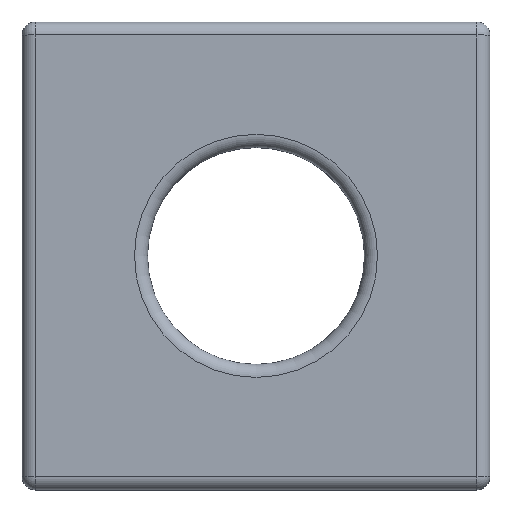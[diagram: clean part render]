
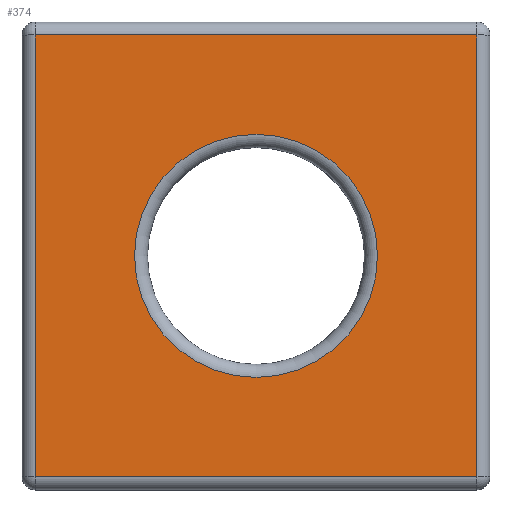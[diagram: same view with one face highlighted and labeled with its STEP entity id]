
A CAD part, top view. The second image highlights one B-rep face of the part: STEP entity #374.
In plain terms, the highlighted planar face has unit normal (0, 0, 1).
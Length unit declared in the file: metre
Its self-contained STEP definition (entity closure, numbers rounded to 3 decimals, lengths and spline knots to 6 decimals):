
#24=CIRCLE('',#419,0.0014);
#81=ORIENTED_EDGE('',*,*,#185,.T.);
#82=ORIENTED_EDGE('',*,*,#186,.T.);
#83=ORIENTED_EDGE('',*,*,#187,.T.);
#84=ORIENTED_EDGE('',*,*,#188,.T.);
#85=ORIENTED_EDGE('',*,*,#189,.T.);
#185=EDGE_CURVE('',#237,#237,#24,.F.);
#186=EDGE_CURVE('',#238,#239,#263,.T.);
#187=EDGE_CURVE('',#239,#240,#264,.T.);
#188=EDGE_CURVE('',#240,#241,#265,.F.);
#189=EDGE_CURVE('',#241,#238,#266,.F.);
#237=VERTEX_POINT('',#652);
#238=VERTEX_POINT('',#654);
#239=VERTEX_POINT('',#655);
#240=VERTEX_POINT('',#657);
#241=VERTEX_POINT('',#659);
#263=LINE('',#653,#287);
#264=LINE('',#656,#288);
#265=LINE('',#658,#289);
#266=LINE('',#660,#290);
#287=VECTOR('',#504,1.);
#288=VECTOR('',#505,1.);
#289=VECTOR('',#506,1.);
#290=VECTOR('',#507,1.);
#301=EDGE_LOOP('',(#81));
#302=EDGE_LOOP('',(#82,#83,#84,#85));
#335=FACE_BOUND('',#301,.T.);
#336=FACE_BOUND('',#302,.T.);
#367=PLANE('',#418);
#374=ADVANCED_FACE('',(#335,#336),#367,.T.);
#418=AXIS2_PLACEMENT_3D('',#650,#500,#501);
#419=AXIS2_PLACEMENT_3D('',#651,#502,#503);
#500=DIRECTION('',(0.,0.,1.));
#501=DIRECTION('',(1.,0.,0.));
#502=DIRECTION('',(0.,0.,1.));
#503=DIRECTION('',(1.,0.,0.));
#504=DIRECTION('',(0.,-1.,0.));
#505=DIRECTION('',(1.,0.,0.));
#506=DIRECTION('',(0.,-1.,0.));
#507=DIRECTION('',(1.,0.,0.));
#650=CARTESIAN_POINT('',(0.058297,0.050875,0.00172));
#651=CARTESIAN_POINT('',(0.058297,0.050875,0.00172));
#652=CARTESIAN_POINT('',(0.059697,0.050875,0.00172));
#653=CARTESIAN_POINT('',(0.055752,0.04818,0.00172));
#654=CARTESIAN_POINT('',(0.055752,0.05342,0.00172));
#655=CARTESIAN_POINT('',(0.055752,0.04833,0.00172));
#656=CARTESIAN_POINT('',(0.060992,0.04833,0.00172));
#657=CARTESIAN_POINT('',(0.060842,0.04833,0.00172));
#658=CARTESIAN_POINT('',(0.060842,0.050875,0.00172));
#659=CARTESIAN_POINT('',(0.060842,0.05342,0.00172));
#660=CARTESIAN_POINT('',(0.058297,0.05342,0.00172));
